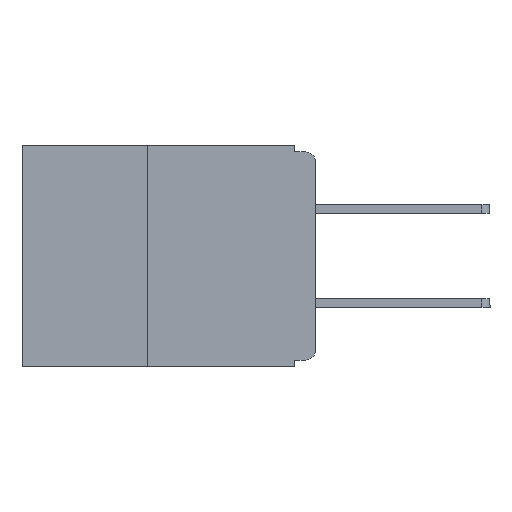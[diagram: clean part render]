
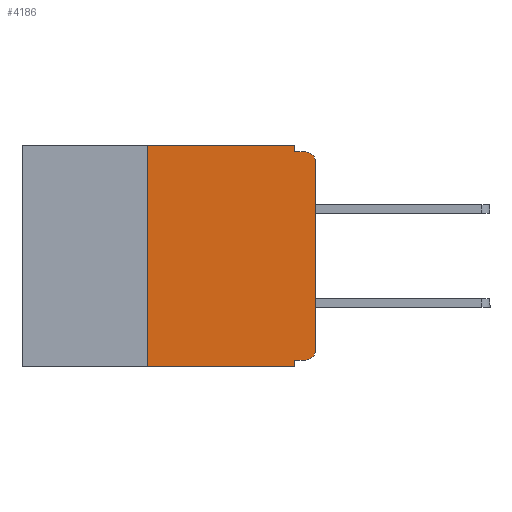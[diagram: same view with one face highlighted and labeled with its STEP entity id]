
A CAD part, left-side view. The second image highlights one B-rep face of the part: STEP entity #4186.
In plain terms, the highlighted planar face has unit normal (-1, 0, 0).
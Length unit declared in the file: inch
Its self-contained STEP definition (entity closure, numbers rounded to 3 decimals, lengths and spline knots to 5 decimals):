
#429 = ORIENTED_EDGE ( 'NONE', *, *, #6584, .T. ) ;
#434 = CARTESIAN_POINT ( 'NONE',  ( 0., 0.25, -0.33 ) ) ;
#505 = EDGE_CURVE ( 'NONE', #4439, #4724, #13997, .T. ) ;
#528 = CARTESIAN_POINT ( 'NONE',  ( 0., 0., -0.025 ) ) ;
#1325 = ORIENTED_EDGE ( 'NONE', *, *, #6785, .F. ) ;
#1557 = DIRECTION ( 'NONE',  ( 0., -1., 0. ) ) ;
#1595 = EDGE_CURVE ( 'NONE', #9569, #6332, #15315, .T. ) ;
#1655 = ORIENTED_EDGE ( 'NONE', *, *, #8008, .F. ) ;
#1960 = CIRCLE ( 'NONE', #12574, 0.015 ) ;
#2015 = DIRECTION ( 'NONE',  ( 0., 0., -1. ) ) ;
#2036 = CARTESIAN_POINT ( 'NONE',  ( 0., 0.015, -0.305 ) ) ;
#2147 = VECTOR ( 'NONE', #11996, 39.37008 ) ;
#2234 = AXIS2_PLACEMENT_3D ( 'NONE', #14561, #14386, #14332 ) ;
#2367 = EDGE_CURVE ( 'NONE', #10473, #5175, #7643, .T. ) ;
#2403 = CARTESIAN_POINT ( 'NONE',  ( 0., 0., 0. ) ) ;
#2855 = DIRECTION ( 'NONE',  ( 0., 0., -1. ) ) ;
#3553 = ORIENTED_EDGE ( 'NONE', *, *, #505, .T. ) ;
#3701 = DIRECTION ( 'NONE',  ( 0., 0., 1. ) ) ;
#4186 = ADVANCED_FACE ( 'NONE', ( #14211 ), #14843, .F. ) ;
#4260 = VERTEX_POINT ( 'NONE', #13436 ) ;
#4307 = EDGE_CURVE ( 'NONE', #6792, #6332, #12652, .T. ) ;
#4321 = DIRECTION ( 'NONE',  ( 0., 1., 0. ) ) ;
#4439 = VERTEX_POINT ( 'NONE', #7236 ) ;
#4724 = VERTEX_POINT ( 'NONE', #15902 ) ;
#4754 = VECTOR ( 'NONE', #1557, 39.37008 ) ;
#4918 = ORIENTED_EDGE ( 'NONE', *, *, #1595, .T. ) ;
#5144 = DIRECTION ( 'NONE',  ( -1., 0., 0. ) ) ;
#5175 = VERTEX_POINT ( 'NONE', #11409 ) ;
#5582 = CARTESIAN_POINT ( 'NONE',  ( 0., 0.031, -0.01 ) ) ;
#6013 = VECTOR ( 'NONE', #4321, 39.37008 ) ;
#6297 = VECTOR ( 'NONE', #10208, 39.37008 ) ;
#6332 = VERTEX_POINT ( 'NONE', #8506 ) ;
#6580 = EDGE_LOOP ( 'NONE', ( #13205, #429, #1655, #8751, #15788, #1325, #4918, #15818, #12348, #3553 ) ) ;
#6584 = EDGE_CURVE ( 'NONE', #9933, #4260, #1960, .T. ) ;
#6785 = EDGE_CURVE ( 'NONE', #9569, #10473, #9027, .T. ) ;
#6792 = VERTEX_POINT ( 'NONE', #9486 ) ;
#7174 = DIRECTION ( 'NONE',  ( -1., 0., 0. ) ) ;
#7236 = CARTESIAN_POINT ( 'NONE',  ( 0., 0.015, -0.32 ) ) ;
#7363 = VECTOR ( 'NONE', #2015, 39.37008 ) ;
#7401 = VERTEX_POINT ( 'NONE', #5582 ) ;
#7643 = LINE ( 'NONE', #10011, #16058 ) ;
#7675 = CARTESIAN_POINT ( 'NONE',  ( 0., 0.25, -0.33 ) ) ;
#8006 = CARTESIAN_POINT ( 'NONE',  ( 0., 0., -0.01 ) ) ;
#8008 = EDGE_CURVE ( 'NONE', #7401, #4260, #11536, .T. ) ;
#8506 = CARTESIAN_POINT ( 'NONE',  ( 0., 0.031, -0.33 ) ) ;
#8650 = VECTOR ( 'NONE', #3701, 39.37008 ) ;
#8751 = ORIENTED_EDGE ( 'NONE', *, *, #9372, .F. ) ;
#9027 = LINE ( 'NONE', #434, #2147 ) ;
#9372 = EDGE_CURVE ( 'NONE', #5175, #7401, #11489, .T. ) ;
#9486 = CARTESIAN_POINT ( 'NONE',  ( 0., 0.031, -0.32 ) ) ;
#9569 = VERTEX_POINT ( 'NONE', #7675 ) ;
#9933 = VERTEX_POINT ( 'NONE', #528 ) ;
#10011 = CARTESIAN_POINT ( 'NONE',  ( 0., 0.437, 0. ) ) ;
#10041 = CARTESIAN_POINT ( 'NONE',  ( 0., 0.031, -0.33 ) ) ;
#10208 = DIRECTION ( 'NONE',  ( 0., 0., -1. ) ) ;
#10473 = VERTEX_POINT ( 'NONE', #14406 ) ;
#10634 = DIRECTION ( 'NONE',  ( 0., -1., 0. ) ) ;
#10741 = CARTESIAN_POINT ( 'NONE',  ( 0., 0., -0.32 ) ) ;
#11409 = CARTESIAN_POINT ( 'NONE',  ( 0., 0.031, 0. ) ) ;
#11489 = LINE ( 'NONE', #12255, #7363 ) ;
#11536 = LINE ( 'NONE', #8006, #4754 ) ;
#11563 = LINE ( 'NONE', #2403, #8650 ) ;
#11619 = CARTESIAN_POINT ( 'NONE',  ( 0., 0.437, -0.33 ) ) ;
#11673 = EDGE_CURVE ( 'NONE', #4439, #6792, #16432, .T. ) ;
#11996 = DIRECTION ( 'NONE',  ( 0., 0., 1. ) ) ;
#12195 = DIRECTION ( 'NONE',  ( 0., -1., 0. ) ) ;
#12255 = CARTESIAN_POINT ( 'NONE',  ( 0., 0.031, 0. ) ) ;
#12348 = ORIENTED_EDGE ( 'NONE', *, *, #11673, .F. ) ;
#12574 = AXIS2_PLACEMENT_3D ( 'NONE', #12773, #5144, #14022 ) ;
#12652 = LINE ( 'NONE', #10041, #6297 ) ;
#12773 = CARTESIAN_POINT ( 'NONE',  ( 0., 0.015, -0.025 ) ) ;
#13205 = ORIENTED_EDGE ( 'NONE', *, *, #15543, .T. ) ;
#13436 = CARTESIAN_POINT ( 'NONE',  ( 0., 0.015, -0.01 ) ) ;
#13842 = AXIS2_PLACEMENT_3D ( 'NONE', #2036, #7174, #2855 ) ;
#13997 = CIRCLE ( 'NONE', #13842, 0.015 ) ;
#14022 = DIRECTION ( 'NONE',  ( 0., 0., -1. ) ) ;
#14211 = FACE_OUTER_BOUND ( 'NONE', #6580, .T. ) ;
#14332 = DIRECTION ( 'NONE',  ( 0., 0., -1. ) ) ;
#14386 = DIRECTION ( 'NONE',  ( 1., 0., 0. ) ) ;
#14406 = CARTESIAN_POINT ( 'NONE',  ( 0., 0.25, 0. ) ) ;
#14560 = VECTOR ( 'NONE', #12195, 39.37008 ) ;
#14561 = CARTESIAN_POINT ( 'NONE',  ( 0., 0.437, 0. ) ) ;
#14843 = PLANE ( 'NONE',  #2234 ) ;
#15315 = LINE ( 'NONE', #11619, #14560 ) ;
#15543 = EDGE_CURVE ( 'NONE', #4724, #9933, #11563, .T. ) ;
#15788 = ORIENTED_EDGE ( 'NONE', *, *, #2367, .F. ) ;
#15818 = ORIENTED_EDGE ( 'NONE', *, *, #4307, .F. ) ;
#15902 = CARTESIAN_POINT ( 'NONE',  ( 0., 0., -0.305 ) ) ;
#16058 = VECTOR ( 'NONE', #10634, 39.37008 ) ;
#16432 = LINE ( 'NONE', #10741, #6013 ) ;
